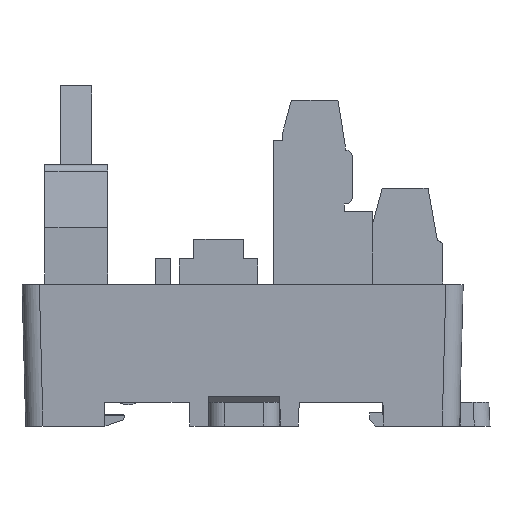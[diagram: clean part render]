
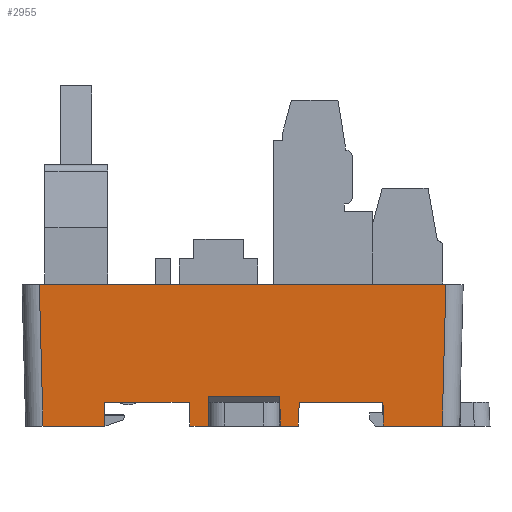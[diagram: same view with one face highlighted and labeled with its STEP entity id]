
A CAD part, left-side view. The second image highlights one B-rep face of the part: STEP entity #2955.
In plain terms, the highlighted planar face has unit normal (-1, 0, -0.026).
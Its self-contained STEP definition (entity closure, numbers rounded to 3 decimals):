
#1923=FACE_OUTER_BOUND('',#5433,.T.);
#2955=ADVANCED_FACE('',(#1923),#4048,.T.);
#4048=PLANE('',#22040);
#5433=EDGE_LOOP('',(#7320,#7321,#7322,#7323,#7324,#7325,#7326,#7327,#7328,
#7329,#7330,#7331,#7332,#7333,#7334,#7335));
#7320=ORIENTED_EDGE('',*,*,#14751,.T.);
#7321=ORIENTED_EDGE('',*,*,#14808,.T.);
#7322=ORIENTED_EDGE('',*,*,#14778,.T.);
#7323=ORIENTED_EDGE('',*,*,#14801,.F.);
#7324=ORIENTED_EDGE('',*,*,#14565,.T.);
#7325=ORIENTED_EDGE('',*,*,#14809,.F.);
#7326=ORIENTED_EDGE('',*,*,#14810,.F.);
#7327=ORIENTED_EDGE('',*,*,#14811,.T.);
#7328=ORIENTED_EDGE('',*,*,#14812,.F.);
#7329=ORIENTED_EDGE('',*,*,#14813,.T.);
#7330=ORIENTED_EDGE('',*,*,#14814,.F.);
#7331=ORIENTED_EDGE('',*,*,#14815,.T.);
#7332=ORIENTED_EDGE('',*,*,#14551,.T.);
#7333=ORIENTED_EDGE('',*,*,#14741,.T.);
#7334=ORIENTED_EDGE('',*,*,#14733,.T.);
#7335=ORIENTED_EDGE('',*,*,#14816,.T.);
#12593=VERTEX_POINT('',#29191);
#12594=VERTEX_POINT('',#29193);
#12607=VERTEX_POINT('',#29219);
#12608=VERTEX_POINT('',#29221);
#12737=VERTEX_POINT('',#29553);
#12738=VERTEX_POINT('',#29555);
#12748=VERTEX_POINT('',#29589);
#12749=VERTEX_POINT('',#29591);
#12767=VERTEX_POINT('',#29638);
#12768=VERTEX_POINT('',#29640);
#12780=VERTEX_POINT('',#29700);
#12781=VERTEX_POINT('',#29702);
#12782=VERTEX_POINT('',#29704);
#12783=VERTEX_POINT('',#29706);
#12784=VERTEX_POINT('',#29708);
#12785=VERTEX_POINT('',#29710);
#14551=EDGE_CURVE('',#12594,#12593,#17390,.T.);
#14565=EDGE_CURVE('',#12608,#12607,#17402,.T.);
#14733=EDGE_CURVE('',#12738,#12737,#17563,.T.);
#14741=EDGE_CURVE('',#12593,#12738,#17571,.T.);
#14751=EDGE_CURVE('',#12749,#12748,#17579,.T.);
#14778=EDGE_CURVE('',#12768,#12767,#17602,.T.);
#14801=EDGE_CURVE('',#12608,#12767,#17622,.T.);
#14808=EDGE_CURVE('',#12748,#12768,#17629,.T.);
#14809=EDGE_CURVE('',#12780,#12607,#17630,.T.);
#14810=EDGE_CURVE('',#12781,#12780,#17631,.T.);
#14811=EDGE_CURVE('',#12781,#12782,#17632,.T.);
#14812=EDGE_CURVE('',#12783,#12782,#17633,.T.);
#14813=EDGE_CURVE('',#12783,#12784,#17634,.T.);
#14814=EDGE_CURVE('',#12785,#12784,#17635,.T.);
#14815=EDGE_CURVE('',#12785,#12594,#17636,.T.);
#14816=EDGE_CURVE('',#12737,#12749,#17637,.T.);
#17390=LINE('',#29192,#19769);
#17402=LINE('',#29220,#19781);
#17563=LINE('',#29554,#19942);
#17571=LINE('',#29569,#19950);
#17579=LINE('',#29590,#19958);
#17602=LINE('',#29639,#19981);
#17622=LINE('',#29687,#20001);
#17629=LINE('',#29698,#20008);
#17630=LINE('',#29699,#20009);
#17631=LINE('',#29701,#20010);
#17632=LINE('',#29703,#20011);
#17633=LINE('',#29705,#20012);
#17634=LINE('',#29707,#20013);
#17635=LINE('',#29709,#20014);
#17636=LINE('',#29711,#20015);
#17637=LINE('',#29712,#20016);
#19769=VECTOR('',#23602,1.);
#19781=VECTOR('',#23618,1.);
#19942=VECTOR('',#23865,1.);
#19950=VECTOR('',#23877,1.);
#19958=VECTOR('',#23899,1.);
#19981=VECTOR('',#23936,1.);
#20001=VECTOR('',#23988,1.);
#20008=VECTOR('',#24003,1.);
#20009=VECTOR('',#24004,1.);
#20010=VECTOR('',#24005,1.);
#20011=VECTOR('',#24006,1.);
#20012=VECTOR('',#24007,1.);
#20013=VECTOR('',#24008,1.);
#20014=VECTOR('',#24009,1.);
#20015=VECTOR('',#24010,1.);
#20016=VECTOR('',#24011,1.);
#22040=AXIS2_PLACEMENT_3D('',#29713,#24012,#24013);
#23602=DIRECTION('',(0.,-1.,0.));
#23618=DIRECTION('',(0.,-1.,0.));
#23865=DIRECTION('',(0.,-1.,0.));
#23877=DIRECTION('',(0.026,-0.017,-1.));
#23899=DIRECTION('',(0.,1.,0.));
#23936=DIRECTION('',(0.,-1.,0.));
#23988=DIRECTION('',(0.026,0.017,-1.));
#24003=DIRECTION('',(0.026,-0.026,-0.999));
#24004=DIRECTION('',(-0.026,0.035,0.999));
#24005=DIRECTION('',(0.,1.,0.));
#24006=DIRECTION('',(-0.026,-0.009,1.));
#24007=DIRECTION('',(0.,1.,0.));
#24008=DIRECTION('',(0.026,-0.009,-1.));
#24009=DIRECTION('',(0.,1.,0.));
#24010=DIRECTION('',(-0.026,-0.035,0.999));
#24011=DIRECTION('',(-0.026,-0.026,0.999));
#24012=DIRECTION('',(-1.,0.,-0.026));
#24013=DIRECTION('',(0.026,0.,-1.));
#29191=CARTESIAN_POINT('',(-28.557,10.2,-15.));
#29192=CARTESIAN_POINT('',(-28.557,27.85,-15.));
#29193=CARTESIAN_POINT('',(-28.557,20.85,-15.));
#29219=CARTESIAN_POINT('',(-28.557,34.85,-15.));
#29220=CARTESIAN_POINT('',(-28.557,27.85,-15.));
#29221=CARTESIAN_POINT('',(-28.557,45.6,-15.));
#29553=CARTESIAN_POINT('',(-28.479,2.671,-18.));
#29554=CARTESIAN_POINT('',(-28.479,27.85,-18.));
#29555=CARTESIAN_POINT('',(-28.479,10.148,-18.));
#29569=CARTESIAN_POINT('',(-28.958,10.467,0.309));
#29589=CARTESIAN_POINT('',(-28.95,53.901,0.));
#29590=CARTESIAN_POINT('',(-28.95,28.35,0.));
#29591=CARTESIAN_POINT('',(-28.95,2.199,0.));
#29638=CARTESIAN_POINT('',(-28.479,45.652,-18.));
#29639=CARTESIAN_POINT('',(-28.479,28.35,-18.));
#29640=CARTESIAN_POINT('',(-28.479,53.429,-18.));
#29687=CARTESIAN_POINT('',(-28.526,45.621,-16.204));
#29698=CARTESIAN_POINT('',(-28.933,53.884,-0.66));
#29699=CARTESIAN_POINT('',(-28.526,34.808,-16.202));
#29700=CARTESIAN_POINT('',(-28.479,34.745,-18.));
#29701=CARTESIAN_POINT('',(-28.479,27.85,-18.));
#29702=CARTESIAN_POINT('',(-28.479,32.426,-18.));
#29703=CARTESIAN_POINT('',(-28.526,32.411,-16.204));
#29704=CARTESIAN_POINT('',(-28.576,32.394,-14.274));
#29705=CARTESIAN_POINT('',(-28.576,237.295,-14.274));
#29706=CARTESIAN_POINT('',(-28.576,23.306,-14.274));
#29707=CARTESIAN_POINT('',(-28.526,23.29,-16.204));
#29708=CARTESIAN_POINT('',(-28.479,23.274,-18.));
#29709=CARTESIAN_POINT('',(-28.479,27.85,-18.));
#29710=CARTESIAN_POINT('',(-28.479,20.955,-18.));
#29711=CARTESIAN_POINT('',(-28.943,20.336,-0.282));
#29712=CARTESIAN_POINT('',(-28.933,2.217,-0.66));
#29713=CARTESIAN_POINT('',(-28.95,28.35,-0.003));
